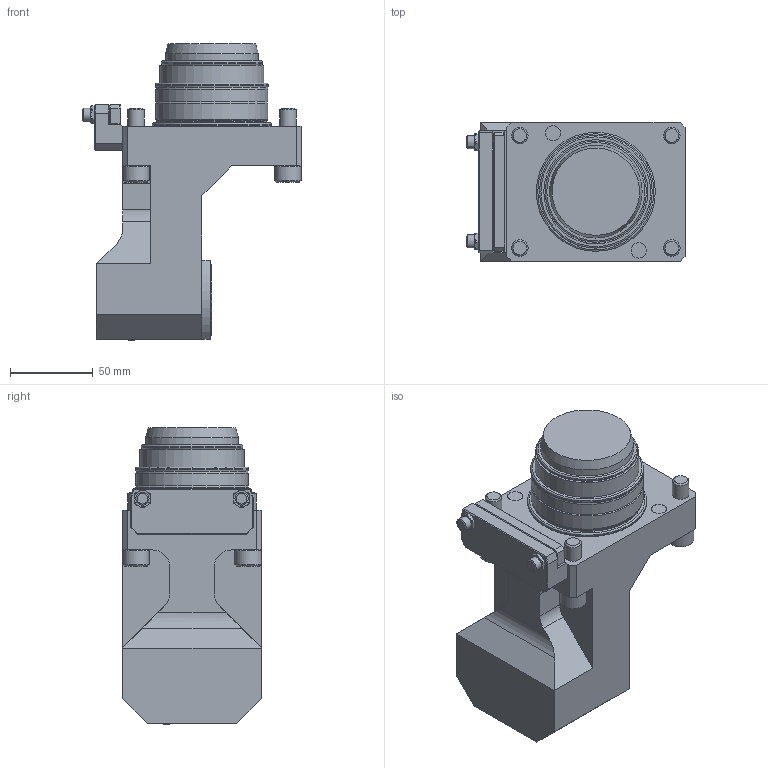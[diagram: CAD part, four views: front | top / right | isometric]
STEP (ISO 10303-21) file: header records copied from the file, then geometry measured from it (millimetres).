
FILE_DESCRIPTION(/* description */ (''),/* implementation_level */ '2;1');
FILE_NAME(/* name */ '1616509630021.stp',/* time_stamp */ '2021-03-23T15:27:15+01:00',/* author */ (''),/* organization */ ('SMS'),/* preprocessor_version */ 'ST-DEVELOPER v16.7',/* originating_system */ 'SIEMENS PLM Software NX 12.0',/* authorisation */ '');
FILE_SCHEMA (('AUTOMOTIVE_DESIGN { 1 0 10303 214 3 1 1 1 }'));
Length unit declared in the file: millimetre
Products named in the file (1): 203445092mod000_00
Bounding box: 132 x 84 x 179.54 mm (x, y, z)
Volume: 876330.4 mm3; surface area: 81833.2 mm2
Topology: 1 solids, 1 shells, 236 faces, 545 edges, 342 vertices
Faces by surface type: plane 124, cone 50, cylinder 49, torus 7, sphere 5, bspline 1
Full cylindrical faces by diameter (mm): 2.5 x1, 4 x2, 5.7 x1, 7.2 x4, 8 x2, 9.2 x2, 10 x4, 16 x4, 31.6 x1, 40 x1, 56.1 x1, 61.24 x1, 63 x1, 66.7 x1, 68 x2, 68.24 x1, 72.04 x1
Entity records: 6318 total; most frequent: CARTESIAN_POINT 1341, DIRECTION 1035, ORIENTED_EDGE 914, EDGE_CURVE 457, AXIS2_PLACEMENT_3D 399, EDGE_LOOP 339, VERTEX_POINT 318, LINE 237
